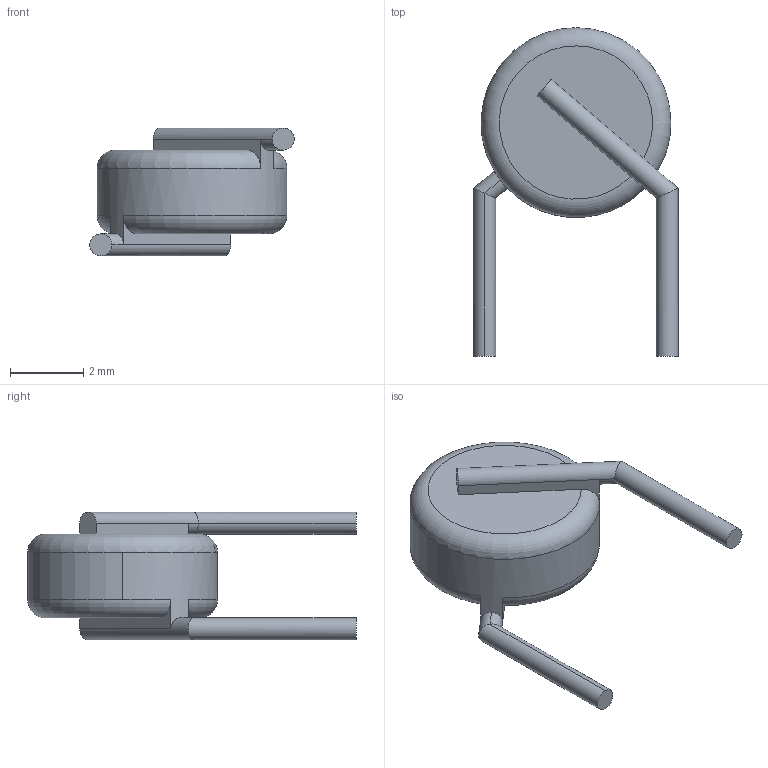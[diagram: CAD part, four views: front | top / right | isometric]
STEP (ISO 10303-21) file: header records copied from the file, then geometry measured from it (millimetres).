
FILE_DESCRIPTION((''),'2;1');
FILE_NAME('CMF-RL25U','2012-08-24T',('ryans'),('Bourns, Inc.'),'PRO/ENGINEER BY PARAMETRIC TECHNOLOGY CORPORATION, 2010100','PRO/ENGINEER BY PARAMETRIC TECHNOLOGY CORPORATION, 2010100','');
FILE_SCHEMA(('CONFIG_CONTROL_DESIGN'));
Length unit declared in the file: millimetre
Products named in the file (1): CMF-RL25U
Bounding box: 5.6 x 9 x 3.5 mm (x, y, z)
Volume: 52.6 mm3; surface area: 100.8 mm2
Topology: 1 solids, 1 shells, 22 faces, 56 edges, 36 vertices
Faces by surface type: plane 10, cylinder 10, torus 2
Entity records: 864 total; most frequent: CARTESIAN_POINT 306, ORIENTED_EDGE 112, DIRECTION 100, EDGE_CURVE 56, AXIS2_PLACEMENT_3D 36, VERTEX_POINT 36, VECTOR 28, LINE 28
